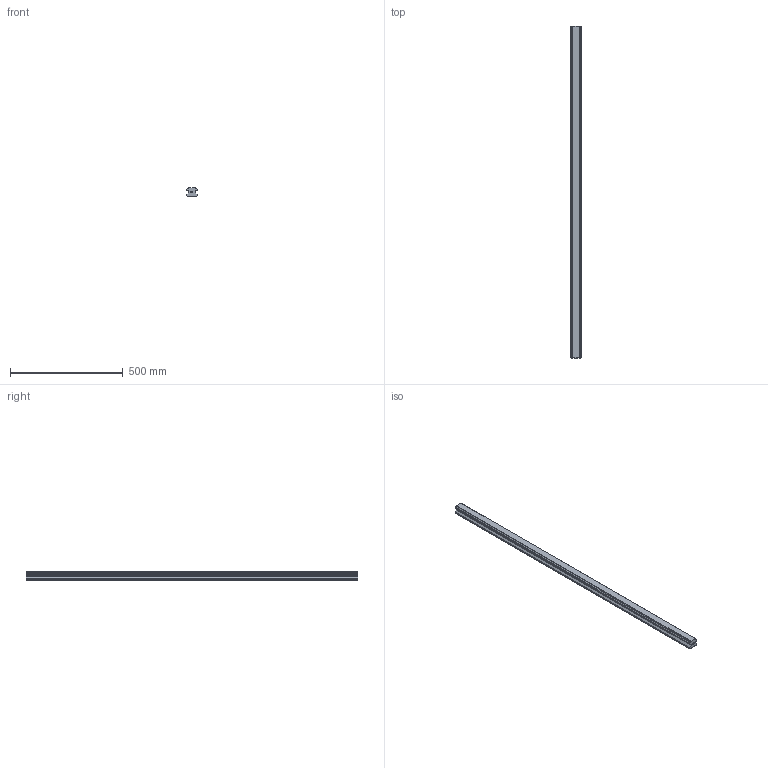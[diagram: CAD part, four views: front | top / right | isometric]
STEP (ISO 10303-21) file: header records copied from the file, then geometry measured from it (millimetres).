
FILE_DESCRIPTION(('STEP AP214'),'1');
FILE_NAME('cctmp_99B68350-AFFF-4E05-B671-4F491A1273A1_2021_02_01_12_25_45_0522..stp','2021-02-01T11:25:45',('HIWIN GmbH'),('CADClick - www.CADClick.com'),'Spatial InterOp 3D',' ','unknown authorization');
FILE_SCHEMA(('AUTOMOTIVE_DESIGN'));
Length unit declared in the file: millimetre
Products named in the file (1): HGR45T1470C_FILE
Bounding box: 45 x 1470 x 38 mm (x, y, z)
Volume: 2058661.4 mm3; surface area: 267683.1 mm2
Topology: 1 solids, 1 shells, 153 faces, 413 edges, 252 vertices
Faces by surface type: plane 93, cylinder 32, cone 28
Entity records: 5779 total; most frequent: CARTESIAN_POINT 791, ORIENTED_EDGE 770, DIRECTION 757, EDGE_CURVE 385, LINE 321, VECTOR 321, VERTEX_POINT 252, AXIS2_PLACEMENT_3D 218
